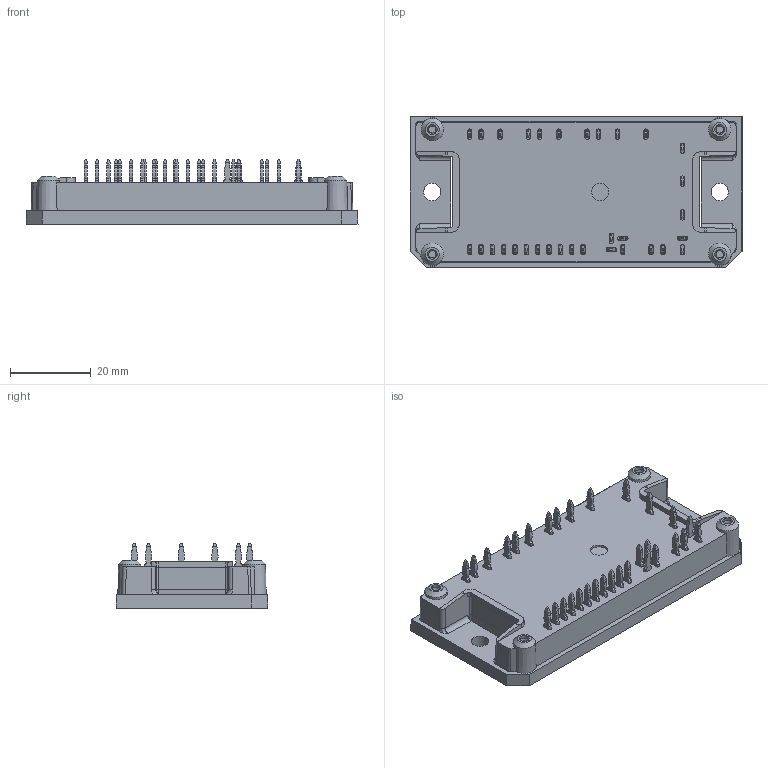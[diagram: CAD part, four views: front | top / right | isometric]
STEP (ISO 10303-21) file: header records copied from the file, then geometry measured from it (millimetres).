
FILE_DESCRIPTION(/* description */ ('Unknown'),/* implementation_level */ '2;1');
FILE_NAME(/* name */ 'Flow1-4T12Y-P580-01-OL',/* time_stamp */ '2016-01-07T08:36:13+01:00',/* author */ ('Unknown'),/* organization */ ('Unknown'),/* preprocessor_version */ 'ST-DEVELOPER v16',/* originating_system */ 'DEX',/* authorisation */ $);
FILE_SCHEMA (('AUTOMOTIVE_DESIGN {1 0 10303 214 3 1 1}'));
Length unit declared in the file: millimetre
Products named in the file (1): Flow1-4T12Y-P580-01-OL
Bounding box: 82 x 37.4 x 16.23 mm (x, y, z)
Volume: 25937.3 mm3; surface area: 11838.6 mm2
Topology: 2 solids, 2 shells, 957 faces, 2629 edges, 1746 vertices
Faces by surface type: plane 628, cylinder 309, cone 16, bspline 4
Full cylindrical faces by diameter (mm): 2.4 x4, 4.3 x3
Entity records: 36935 total; most frequent: CARTESIAN_POINT 5458, ORIENTED_EDGE 5180, DIRECTION 5132, EDGE_CURVE 2590, LINE 1924, VECTOR 1924, VERTEX_POINT 1730, AXIS2_PLACEMENT_3D 1604
